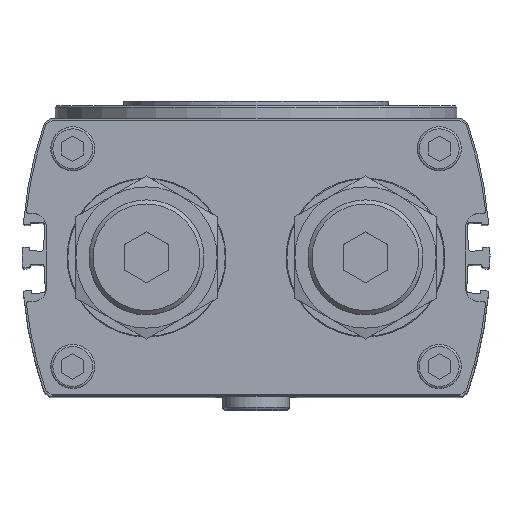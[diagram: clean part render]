
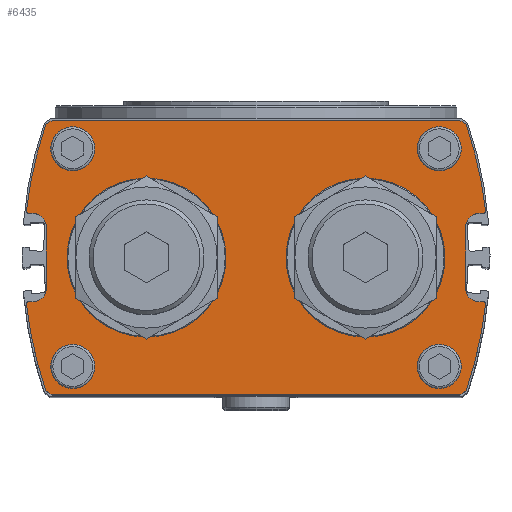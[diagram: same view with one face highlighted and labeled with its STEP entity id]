
A CAD part, top view. The second image highlights one B-rep face of the part: STEP entity #6435.
In plain terms, the highlighted planar face has unit normal (0, 0, 1).
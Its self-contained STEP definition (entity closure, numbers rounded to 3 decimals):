
#260=PLANE('',#7075);
#643=LINE('',#10356,#1123);
#648=LINE('',#10370,#1128);
#650=LINE('',#10374,#1130);
#652=LINE('',#10378,#1132);
#656=LINE('',#10390,#1136);
#659=LINE('',#10398,#1139);
#662=LINE('',#10406,#1142);
#666=LINE('',#10418,#1146);
#668=LINE('',#10422,#1148);
#670=LINE('',#10426,#1150);
#674=LINE('',#10438,#1154);
#677=LINE('',#10446,#1157);
#1123=VECTOR('',#8315,1000.);
#1128=VECTOR('',#8330,1000.);
#1130=VECTOR('',#8334,1000.);
#1132=VECTOR('',#8338,1000.);
#1136=VECTOR('',#8352,1000.);
#1139=VECTOR('',#8361,1000.);
#1142=VECTOR('',#8370,1000.);
#1146=VECTOR('',#8384,1000.);
#1148=VECTOR('',#8388,1000.);
#1150=VECTOR('',#8392,1000.);
#1154=VECTOR('',#8406,1000.);
#1157=VECTOR('',#8415,1000.);
#2148=ORIENTED_EDGE('',*,*,#3530,.F.);
#2149=ORIENTED_EDGE('',*,*,#3531,.F.);
#2150=ORIENTED_EDGE('',*,*,#3532,.F.);
#2151=ORIENTED_EDGE('',*,*,#3533,.F.);
#2152=ORIENTED_EDGE('',*,*,#3534,.F.);
#2153=ORIENTED_EDGE('',*,*,#3535,.F.);
#2154=ORIENTED_EDGE('',*,*,#3483,.T.);
#2155=ORIENTED_EDGE('',*,*,#3486,.T.);
#2156=ORIENTED_EDGE('',*,*,#3488,.T.);
#2157=ORIENTED_EDGE('',*,*,#3490,.T.);
#2158=ORIENTED_EDGE('',*,*,#3492,.T.);
#2159=ORIENTED_EDGE('',*,*,#3494,.T.);
#2160=ORIENTED_EDGE('',*,*,#3496,.T.);
#2161=ORIENTED_EDGE('',*,*,#3498,.T.);
#2162=ORIENTED_EDGE('',*,*,#3500,.T.);
#2163=ORIENTED_EDGE('',*,*,#3502,.F.);
#2164=ORIENTED_EDGE('',*,*,#3504,.T.);
#2165=ORIENTED_EDGE('',*,*,#3506,.F.);
#2166=ORIENTED_EDGE('',*,*,#3508,.T.);
#2167=ORIENTED_EDGE('',*,*,#3510,.T.);
#2168=ORIENTED_EDGE('',*,*,#3512,.T.);
#2169=ORIENTED_EDGE('',*,*,#3514,.T.);
#2170=ORIENTED_EDGE('',*,*,#3516,.T.);
#2171=ORIENTED_EDGE('',*,*,#3518,.T.);
#2172=ORIENTED_EDGE('',*,*,#3520,.T.);
#2173=ORIENTED_EDGE('',*,*,#3522,.T.);
#2174=ORIENTED_EDGE('',*,*,#3524,.T.);
#2175=ORIENTED_EDGE('',*,*,#3526,.F.);
#2176=ORIENTED_EDGE('',*,*,#3528,.T.);
#2177=ORIENTED_EDGE('',*,*,#3529,.F.);
#3483=EDGE_CURVE('',#4246,#4245,#643,.T.);
#3486=EDGE_CURVE('',#4245,#4247,#4742,.T.);
#3488=EDGE_CURVE('',#4247,#4248,#4743,.T.);
#3490=EDGE_CURVE('',#4248,#4249,#648,.T.);
#3492=EDGE_CURVE('',#4249,#4250,#650,.T.);
#3494=EDGE_CURVE('',#4250,#4251,#652,.T.);
#3496=EDGE_CURVE('',#4251,#4252,#4744,.T.);
#3498=EDGE_CURVE('',#4252,#4253,#4745,.T.);
#3500=EDGE_CURVE('',#4253,#4254,#656,.T.);
#3502=EDGE_CURVE('',#4255,#4254,#4746,.T.);
#3504=EDGE_CURVE('',#4255,#4256,#659,.T.);
#3506=EDGE_CURVE('',#4257,#4256,#4747,.T.);
#3508=EDGE_CURVE('',#4257,#4258,#662,.T.);
#3510=EDGE_CURVE('',#4258,#4259,#4748,.T.);
#3512=EDGE_CURVE('',#4259,#4260,#4749,.T.);
#3514=EDGE_CURVE('',#4260,#4261,#666,.T.);
#3516=EDGE_CURVE('',#4261,#4262,#668,.T.);
#3518=EDGE_CURVE('',#4262,#4263,#670,.T.);
#3520=EDGE_CURVE('',#4263,#4264,#4750,.T.);
#3522=EDGE_CURVE('',#4264,#4265,#4751,.T.);
#3524=EDGE_CURVE('',#4265,#4266,#674,.T.);
#3526=EDGE_CURVE('',#4267,#4266,#4752,.T.);
#3528=EDGE_CURVE('',#4267,#4268,#677,.T.);
#3529=EDGE_CURVE('',#4246,#4268,#4753,.T.);
#3530=EDGE_CURVE('',#4269,#4269,#4754,.T.);
#3531=EDGE_CURVE('',#4270,#4270,#4755,.T.);
#3532=EDGE_CURVE('',#4271,#4271,#4756,.T.);
#3533=EDGE_CURVE('',#4272,#4272,#4757,.T.);
#3534=EDGE_CURVE('',#4273,#4273,#4758,.T.);
#3535=EDGE_CURVE('',#4274,#4274,#4759,.T.);
#4245=VERTEX_POINT('',#10355);
#4246=VERTEX_POINT('',#10357);
#4247=VERTEX_POINT('',#10361);
#4248=VERTEX_POINT('',#10365);
#4249=VERTEX_POINT('',#10369);
#4250=VERTEX_POINT('',#10373);
#4251=VERTEX_POINT('',#10377);
#4252=VERTEX_POINT('',#10381);
#4253=VERTEX_POINT('',#10385);
#4254=VERTEX_POINT('',#10389);
#4255=VERTEX_POINT('',#10393);
#4256=VERTEX_POINT('',#10397);
#4257=VERTEX_POINT('',#10401);
#4258=VERTEX_POINT('',#10405);
#4259=VERTEX_POINT('',#10409);
#4260=VERTEX_POINT('',#10413);
#4261=VERTEX_POINT('',#10417);
#4262=VERTEX_POINT('',#10421);
#4263=VERTEX_POINT('',#10425);
#4264=VERTEX_POINT('',#10429);
#4265=VERTEX_POINT('',#10433);
#4266=VERTEX_POINT('',#10437);
#4267=VERTEX_POINT('',#10441);
#4268=VERTEX_POINT('',#10445);
#4269=VERTEX_POINT('',#10451);
#4270=VERTEX_POINT('',#10453);
#4271=VERTEX_POINT('',#10455);
#4272=VERTEX_POINT('',#10457);
#4273=VERTEX_POINT('',#10459);
#4274=VERTEX_POINT('',#10461);
#4742=CIRCLE('',#7041,0.5);
#4743=CIRCLE('',#7043,93.3);
#4744=CIRCLE('',#7048,93.3);
#4745=CIRCLE('',#7050,0.5);
#4746=CIRCLE('',#7053,3.);
#4747=CIRCLE('',#7056,3.);
#4748=CIRCLE('',#7059,0.5);
#4749=CIRCLE('',#7061,93.3);
#4750=CIRCLE('',#7066,93.3);
#4751=CIRCLE('',#7068,0.5);
#4752=CIRCLE('',#7071,3.);
#4753=CIRCLE('',#7074,3.);
#4754=CIRCLE('',#7076,17.9);
#4755=CIRCLE('',#7077,17.9);
#4756=CIRCLE('',#7078,5.);
#4757=CIRCLE('',#7079,5.);
#4758=CIRCLE('',#7080,5.);
#4759=CIRCLE('',#7081,5.);
#5081=EDGE_LOOP('',(#2148));
#5082=EDGE_LOOP('',(#2149));
#5083=EDGE_LOOP('',(#2150));
#5084=EDGE_LOOP('',(#2151));
#5085=EDGE_LOOP('',(#2152));
#5086=EDGE_LOOP('',(#2153));
#5087=EDGE_LOOP('',(#2154,#2155,#2156,#2157,#2158,#2159,#2160,#2161,#2162,
#2163,#2164,#2165,#2166,#2167,#2168,#2169,#2170,#2171,#2172,#2173,#2174,
#2175,#2176,#2177));
#5705=FACE_BOUND('',#5081,.T.);
#5706=FACE_BOUND('',#5082,.T.);
#5707=FACE_BOUND('',#5083,.T.);
#5708=FACE_BOUND('',#5084,.T.);
#5709=FACE_BOUND('',#5085,.T.);
#5710=FACE_BOUND('',#5086,.T.);
#5711=FACE_BOUND('',#5087,.T.);
#6435=ADVANCED_FACE('',(#5705,#5706,#5707,#5708,#5709,#5710,#5711),#260,
 .T.);
#7041=AXIS2_PLACEMENT_3D('',#10362,#8320,#8321);
#7043=AXIS2_PLACEMENT_3D('',#10366,#8325,#8326);
#7048=AXIS2_PLACEMENT_3D('',#10382,#8342,#8343);
#7050=AXIS2_PLACEMENT_3D('',#10386,#8347,#8348);
#7053=AXIS2_PLACEMENT_3D('',#10394,#8356,#8357);
#7056=AXIS2_PLACEMENT_3D('',#10402,#8365,#8366);
#7059=AXIS2_PLACEMENT_3D('',#10410,#8374,#8375);
#7061=AXIS2_PLACEMENT_3D('',#10414,#8379,#8380);
#7066=AXIS2_PLACEMENT_3D('',#10430,#8396,#8397);
#7068=AXIS2_PLACEMENT_3D('',#10434,#8401,#8402);
#7071=AXIS2_PLACEMENT_3D('',#10442,#8410,#8411);
#7074=AXIS2_PLACEMENT_3D('',#10448,#8418,#8419);
#7075=AXIS2_PLACEMENT_3D('',#10449,#8420,#8421);
#7076=AXIS2_PLACEMENT_3D('',#10450,#8422,#8423);
#7077=AXIS2_PLACEMENT_3D('',#10452,#8424,#8425);
#7078=AXIS2_PLACEMENT_3D('',#10454,#8426,#8427);
#7079=AXIS2_PLACEMENT_3D('',#10456,#8428,#8429);
#7080=AXIS2_PLACEMENT_3D('',#10458,#8430,#8431);
#7081=AXIS2_PLACEMENT_3D('',#10460,#8432,#8433);
#8315=DIRECTION('',(-1.,0.,0.));
#8320=DIRECTION('',(0.,0.,1.));
#8321=DIRECTION('',(1.,0.,0.));
#8325=DIRECTION('',(0.,0.,1.));
#8326=DIRECTION('',(1.,0.,0.));
#8330=DIRECTION('',(0.819,-0.574,0.));
#8334=DIRECTION('',(1.,0.,0.));
#8338=DIRECTION('',(0.819,0.574,0.));
#8342=DIRECTION('',(0.,0.,1.));
#8343=DIRECTION('',(1.,0.,0.));
#8347=DIRECTION('',(0.,0.,1.));
#8348=DIRECTION('',(1.,0.,0.));
#8352=DIRECTION('',(-1.,0.,0.));
#8356=DIRECTION('',(0.,0.,1.));
#8357=DIRECTION('',(1.,0.,0.));
#8361=DIRECTION('',(0.,1.,0.));
#8365=DIRECTION('',(0.,0.,1.));
#8366=DIRECTION('',(1.,0.,0.));
#8370=DIRECTION('',(1.,0.,0.));
#8374=DIRECTION('',(0.,0.,1.));
#8375=DIRECTION('',(1.,0.,0.));
#8379=DIRECTION('',(0.,0.,1.));
#8380=DIRECTION('',(1.,0.,0.));
#8384=DIRECTION('',(-0.819,0.574,0.));
#8388=DIRECTION('',(-1.,0.,0.));
#8392=DIRECTION('',(-0.819,-0.574,0.));
#8396=DIRECTION('',(0.,0.,1.));
#8397=DIRECTION('',(1.,0.,0.));
#8401=DIRECTION('',(0.,0.,1.));
#8402=DIRECTION('',(1.,0.,0.));
#8406=DIRECTION('',(1.,0.,0.));
#8410=DIRECTION('',(0.,0.,1.));
#8411=DIRECTION('',(1.,0.,0.));
#8415=DIRECTION('',(0.,-1.,0.));
#8418=DIRECTION('',(0.,0.,1.));
#8419=DIRECTION('',(1.,0.,0.));
#8420=DIRECTION('',(0.,0.,1.));
#8421=DIRECTION('',(1.,0.,0.));
#8422=DIRECTION('',(0.,0.,1.));
#8423=DIRECTION('',(1.,0.,0.));
#8424=DIRECTION('',(0.,0.,1.));
#8425=DIRECTION('',(1.,0.,0.));
#8426=DIRECTION('',(0.,0.,1.));
#8427=DIRECTION('',(1.,0.,0.));
#8428=DIRECTION('',(0.,0.,1.));
#8429=DIRECTION('',(1.,0.,0.));
#8430=DIRECTION('',(0.,0.,1.));
#8431=DIRECTION('',(1.,0.,0.));
#8432=DIRECTION('',(0.,0.,1.));
#8433=DIRECTION('',(1.,0.,0.));
#10355=CARTESIAN_POINT('',(-51.504,21.5,89.));
#10356=CARTESIAN_POINT('',(-50.5,21.5,89.));
#10357=CARTESIAN_POINT('',(-50.5,21.5,89.));
#10361=CARTESIAN_POINT('',(-52.001,20.943,89.));
#10362=CARTESIAN_POINT('',(-51.504,21.,89.));
#10365=CARTESIAN_POINT('',(-47.611,1.4,89.));
#10366=CARTESIAN_POINT('',(40.7,31.5,89.));
#10369=CARTESIAN_POINT('',(-46.183,0.4,89.));
#10370=CARTESIAN_POINT('',(-47.611,1.4,89.));
#10373=CARTESIAN_POINT('',(46.183,0.4,89.));
#10374=CARTESIAN_POINT('',(-46.183,0.4,89.));
#10377=CARTESIAN_POINT('',(47.611,1.4,89.));
#10378=CARTESIAN_POINT('',(46.183,0.4,89.));
#10381=CARTESIAN_POINT('',(52.001,20.943,89.));
#10382=CARTESIAN_POINT('',(-40.7,31.5,89.));
#10385=CARTESIAN_POINT('',(51.504,21.5,89.));
#10386=CARTESIAN_POINT('',(51.504,21.,89.));
#10389=CARTESIAN_POINT('',(50.5,21.5,89.));
#10390=CARTESIAN_POINT('',(51.504,21.5,89.));
#10393=CARTESIAN_POINT('',(47.5,24.5,89.));
#10394=CARTESIAN_POINT('',(50.5,24.5,89.));
#10397=CARTESIAN_POINT('',(47.5,38.5,89.));
#10398=CARTESIAN_POINT('',(47.5,24.5,89.));
#10401=CARTESIAN_POINT('',(50.5,41.5,89.));
#10402=CARTESIAN_POINT('',(50.5,38.5,89.));
#10405=CARTESIAN_POINT('',(51.504,41.5,89.));
#10406=CARTESIAN_POINT('',(50.5,41.5,89.));
#10409=CARTESIAN_POINT('',(52.001,42.057,89.));
#10410=CARTESIAN_POINT('',(51.504,42.,89.));
#10413=CARTESIAN_POINT('',(47.611,61.6,89.));
#10414=CARTESIAN_POINT('',(-40.7,31.5,89.));
#10417=CARTESIAN_POINT('',(46.183,62.6,89.));
#10418=CARTESIAN_POINT('',(47.611,61.6,89.));
#10421=CARTESIAN_POINT('',(-46.183,62.6,89.));
#10422=CARTESIAN_POINT('',(46.183,62.6,89.));
#10425=CARTESIAN_POINT('',(-47.611,61.6,89.));
#10426=CARTESIAN_POINT('',(-46.183,62.6,89.));
#10429=CARTESIAN_POINT('',(-52.001,42.057,89.));
#10430=CARTESIAN_POINT('',(40.7,31.5,89.));
#10433=CARTESIAN_POINT('',(-51.504,41.5,89.));
#10434=CARTESIAN_POINT('',(-51.504,42.,89.));
#10437=CARTESIAN_POINT('',(-50.5,41.5,89.));
#10438=CARTESIAN_POINT('',(-51.504,41.5,89.));
#10441=CARTESIAN_POINT('',(-47.5,38.5,89.));
#10442=CARTESIAN_POINT('',(-50.5,38.5,89.));
#10445=CARTESIAN_POINT('',(-47.5,24.5,89.));
#10446=CARTESIAN_POINT('',(-47.5,38.5,89.));
#10448=CARTESIAN_POINT('',(-50.5,24.5,89.));
#10449=CARTESIAN_POINT('',(-51.504,21.,89.));
#10450=CARTESIAN_POINT('',(-24.8,31.5,89.));
#10451=CARTESIAN_POINT('',(-6.9,31.5,89.));
#10452=CARTESIAN_POINT('',(24.8,31.5,89.));
#10453=CARTESIAN_POINT('',(42.7,31.5,89.));
#10454=CARTESIAN_POINT('',(-41.5,56.15,89.));
#10455=CARTESIAN_POINT('',(-36.5,56.15,89.));
#10456=CARTESIAN_POINT('',(41.5,56.15,89.));
#10457=CARTESIAN_POINT('',(46.5,56.15,89.));
#10458=CARTESIAN_POINT('',(-41.5,6.85,89.));
#10459=CARTESIAN_POINT('',(-36.5,6.85,89.));
#10460=CARTESIAN_POINT('',(41.5,6.85,89.));
#10461=CARTESIAN_POINT('',(46.5,6.85,89.));
